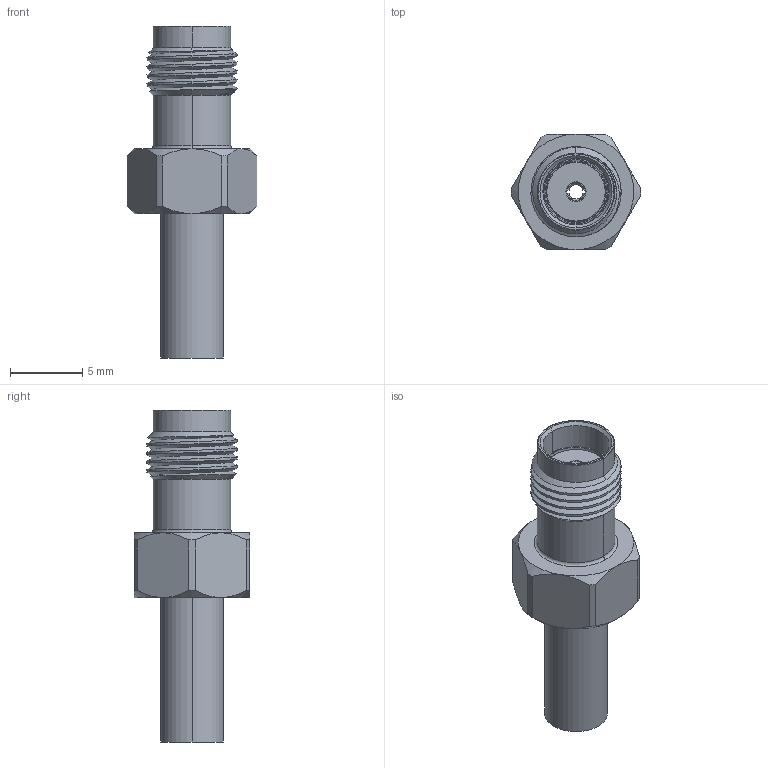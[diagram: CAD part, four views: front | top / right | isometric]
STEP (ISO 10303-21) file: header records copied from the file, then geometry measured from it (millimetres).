
FILE_DESCRIPTION (( 'STEP AP214' ), '1' );
FILE_NAME ('30-054-D3-AE.STEP', '2024-08-08T13:49:19', ( '' ), ( '' ), 'SwSTEP 2.0', 'SolidWorks 2024', '' );
FILE_SCHEMA (( 'AUTOMOTIVE_DESIGN' ));
Length unit declared in the file: millimetre
Products named in the file (1): 30-054-D3-AE
Bounding box: 9 x 8 x 23 mm (x, y, z)
Surface area: 699.1 mm2 (no closed solid volume)
Topology: 0 solids, 5 shells, 71 faces, 177 edges, 114 vertices
Faces by surface type: cone 26, cylinder 25, plane 14, torus 4, bspline 2
Entity records: 3016 total; most frequent: CARTESIAN_POINT 1393, DIRECTION 338, ORIENTED_EDGE 330, EDGE_CURVE 177, AXIS2_PLACEMENT_3D 146, VERTEX_POINT 114, EDGE_LOOP 77, CIRCLE 76
